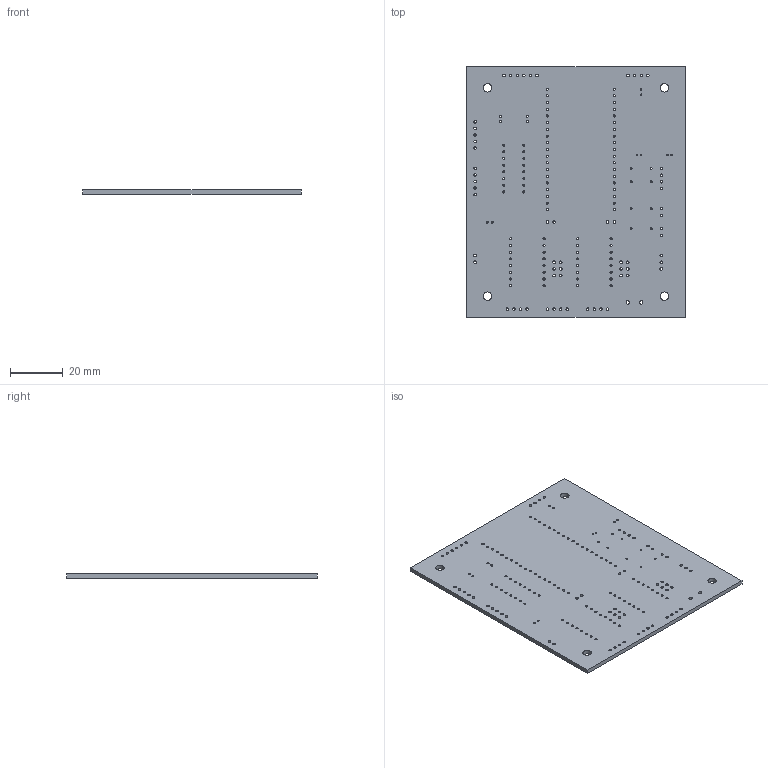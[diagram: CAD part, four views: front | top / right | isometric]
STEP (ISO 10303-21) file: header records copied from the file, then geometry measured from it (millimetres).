
FILE_DESCRIPTION(('KiCad electronic assembly'),'2;1');
FILE_NAME('Zeichenmaschine.step','2022-10-31T14:25:32',('Pcbnew'),( 'Kicad'),'Open CASCADE STEP processor 7.6','KiCad to STEP converter' ,'Unknown');
FILE_SCHEMA(('AUTOMOTIVE_DESIGN { 1 0 10303 214 1 1 1 1 }'));
Length unit declared in the file: millimetre
Products named in the file (2): Zeichenmaschine 1; Zeichenmaschine PCB
Assembly tree (1 placements, depth 2):
  Zeichenmaschine 1
    Zeichenmaschine PCB
Bounding box: 83 x 95 x 1.6 mm (x, y, z)
Volume: 12407.8 mm3; surface area: 16867.5 mm2
Topology: 1 solids, 1 shells, 179 faces, 531 edges, 354 vertices
Faces by surface type: cylinder 173, plane 6
Full cylindrical faces by diameter (mm): 0.6 x6, 0.7 x8, 0.8 x92, 0.9 x8, 0.95 x32, 1 x21, 1.3 x2, 3.2 x4
Entity records: 14891 total; most frequent: CARTESIAN_POINT 4204, DIRECTION 1955, ORIENTED_EDGE 1062, PCURVE 1062, DEFINITIONAL_REPRESENTATION 1062, LINE 901, VECTOR 901, EDGE_CURVE 531
